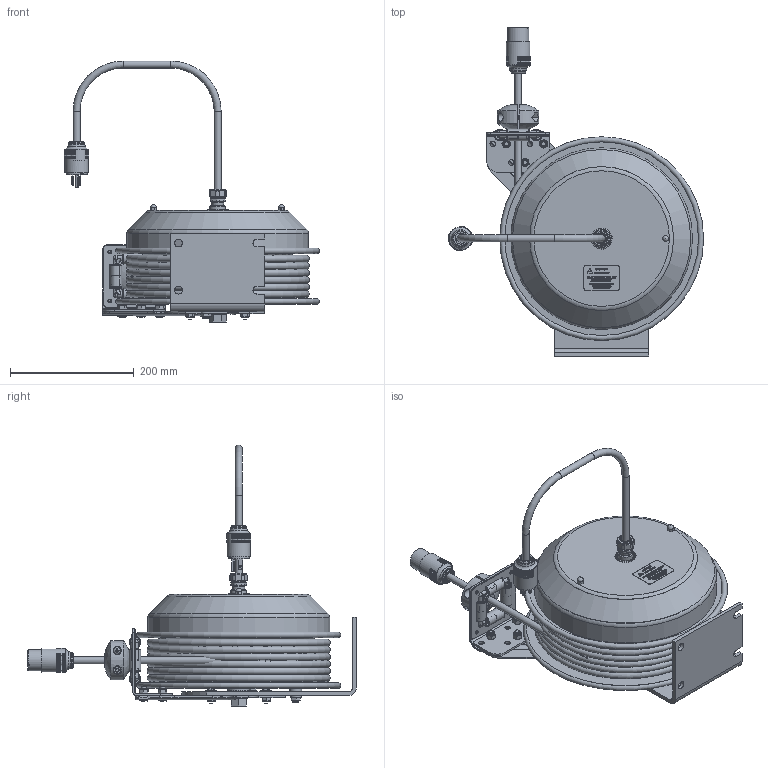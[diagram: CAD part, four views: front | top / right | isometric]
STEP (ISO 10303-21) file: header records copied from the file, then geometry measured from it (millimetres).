
FILE_DESCRIPTION(/* description */ (''),/* implementation_level */ '2;1');
FILE_NAME(/* name */ 'PC13-3512-A_SHARED.stp',/* time_stamp */ '2020-03-17T08:17:17-07:00',/* author */ ('NMelton'),/* organization */ (''),/* preprocessor_version */ 'ST-DEVELOPER v17',/* originating_system */ 'Autodesk Inventor 2019',/* authorisation */ '');
FILE_SCHEMA (('AUTOMOTIVE_DESIGN { 1 0 10303 214 3 1 1 }'));
Products named in the file (1): PC13-3512-A_SHARED
Bounding box: 413.17 x 532.41 x 424.12 mm (x, y, z)
Surface area: 1092339.7 mm2 (no closed solid volume)
Topology: 0 solids, 262 shells, 3369 faces, 15437 edges, 11858 vertices
Faces by surface type: plane 2075, bspline 552, cylinder 461, cone 157, torus 84, sphere 40
Full cylindrical faces by diameter (mm): 2.413 x1, 3.048 x2, 3.81 x3, 4.699 x4, 4.7 x46, 4.826 x3, 5.156 x2, 5.258 x2, 5.55 x2, 5.556 x3, 5.588 x1, 6.35 x50, 7.938 x3, 8.001 x2, 8.731 x7, 11.303 x4, 11.43 x3, 12.192 x8, 12.255 x1, 12.446 x1, 12.497 x2, 12.7 x2, 13.462 x2, 15.875 x3, 18.745 x1, 19.05 x5, 19.736 x1, 22.085 x1, 23.812 x1, 25.121 x2
Entity records: 176058 total; most frequent: CARTESIAN_POINT 59885, ORIENTED_EDGE 22779, DIRECTION 18816, EDGE_CURVE 15400, VERTEX_POINT 11858, LINE 8924, VECTOR 8924, AXIS2_PLACEMENT_3D 4946
